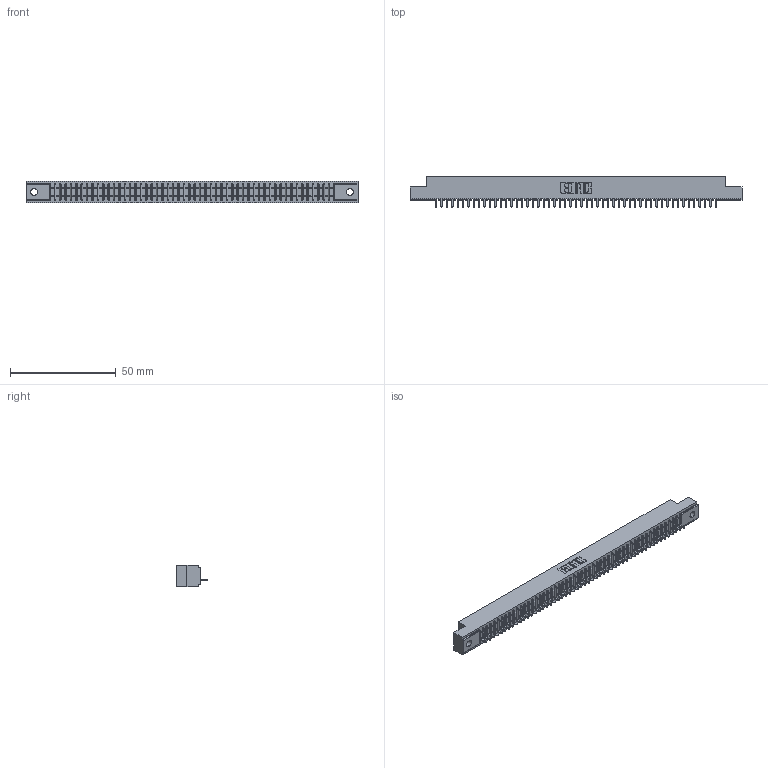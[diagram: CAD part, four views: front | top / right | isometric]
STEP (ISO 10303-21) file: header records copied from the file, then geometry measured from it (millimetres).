
FILE_DESCRIPTION (( 'STEP AP203' ), '1' );
FILE_NAME ('341-053-520-102.STEP', '2018-08-07T13:38:27', ( '' ), ( '' ), 'SwSTEP 2.0', 'SolidWorks 2016', '' );
FILE_SCHEMA (( 'CONFIG_CONTROL_DESIGN' ));
Length unit declared in the file: inch
Products named in the file (3): 341 Part_.128 (3.25) Dia Mounting Holes; 341-292-001_341-292-120; 341-053-520-102
Assembly tree (54 placements, depth 2):
  341-053-520-102
    341 Part_.128 (3.25) Dia Mounting Holes
    341-292-001_341-292-120  x53
Bounding box: 156.84 x 14.27 x 10.16 mm (x, y, z)
Volume: 11174.6 mm3; surface area: 17243.8 mm2
Topology: 54 solids, 54 shells, 4462 faces, 12877 edges, 8262 vertices
Faces by surface type: plane 2771, cylinder 1479, sphere 108, torus 104
Entity records: 60982 total; most frequent: CARTESIAN_POINT 10366, ORIENTED_EDGE 10354, DIRECTION 9997, EDGE_CURVE 5177, VECTOR 4195, LINE 4195, VERTEX_POINT 3270, AXIS2_PLACEMENT_3D 2901
